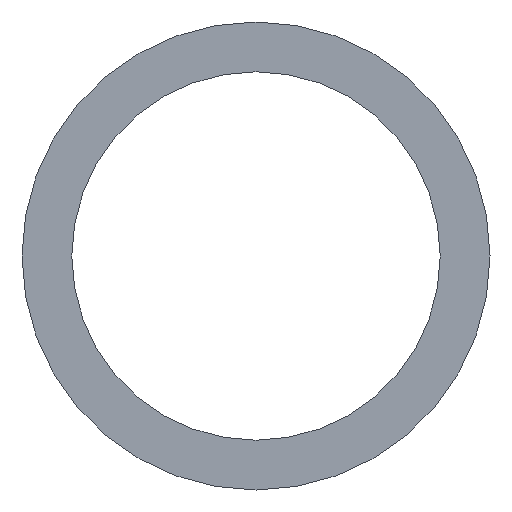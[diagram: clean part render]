
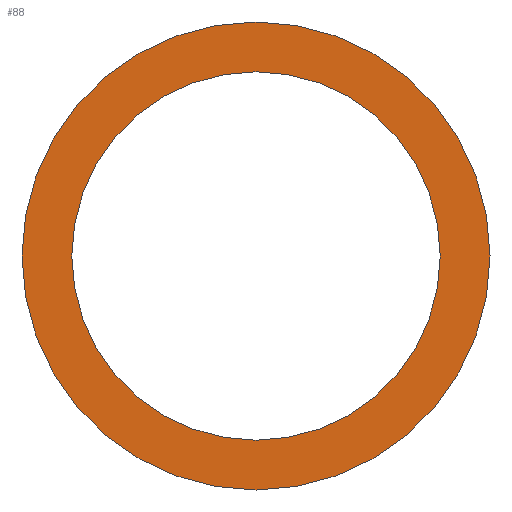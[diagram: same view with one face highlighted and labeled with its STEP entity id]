
A CAD part, front view. The second image highlights one B-rep face of the part: STEP entity #88.
In plain terms, the highlighted planar face has unit normal (0, -1, 0).
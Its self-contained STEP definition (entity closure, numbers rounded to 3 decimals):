
#8 = DIRECTION ( 'NONE',  ( 0., 1., 0. ) ) ;
#11 = CARTESIAN_POINT ( 'NONE',  ( 74., -40.726, 0. ) ) ;
#14 = ORIENTED_EDGE ( 'NONE', *, *, #156, .T. ) ;
#18 = DIRECTION ( 'NONE',  ( -1., 0., 0. ) ) ;
#23 = ORIENTED_EDGE ( 'NONE', *, *, #27, .F. ) ;
#27 = EDGE_CURVE ( 'NONE', #185, #134, #174, .T. ) ;
#28 = CARTESIAN_POINT ( 'NONE',  ( 0., -40.726, 0. ) ) ;
#33 = PLANE ( 'NONE',  #61 ) ;
#38 = DIRECTION ( 'NONE',  ( 0., 1., 0. ) ) ;
#51 = CIRCLE ( 'NONE', #70, 74. ) ;
#52 = CARTESIAN_POINT ( 'NONE',  ( -94., -40.726, 0. ) ) ;
#53 = FACE_OUTER_BOUND ( 'NONE', #170, .T. ) ;
#57 = ORIENTED_EDGE ( 'NONE', *, *, #80, .T. ) ;
#61 = AXIS2_PLACEMENT_3D ( 'NONE', #52, #207, #112 ) ;
#70 = AXIS2_PLACEMENT_3D ( 'NONE', #193, #38, #18 ) ;
#75 = CARTESIAN_POINT ( 'NONE',  ( 94., -40.726, 0. ) ) ;
#77 = CARTESIAN_POINT ( 'NONE',  ( -74., -40.726, 0. ) ) ;
#80 = EDGE_CURVE ( 'NONE', #187, #106, #225, .T. ) ;
#88 = ADVANCED_FACE ( 'NONE', ( #188, #53 ), #33, .T. ) ;
#89 = CARTESIAN_POINT ( 'NONE',  ( 0., -40.726, 0. ) ) ;
#106 = VERTEX_POINT ( 'NONE', #11 ) ;
#109 = EDGE_CURVE ( 'NONE', #134, #185, #200, .T. ) ;
#112 = DIRECTION ( 'NONE',  ( 1., 0., 0. ) ) ;
#119 = AXIS2_PLACEMENT_3D ( 'NONE', #28, #8, #131 ) ;
#131 = DIRECTION ( 'NONE',  ( -1., 0., 0. ) ) ;
#132 = DIRECTION ( 'NONE',  ( -1., 0., 0. ) ) ;
#134 = VERTEX_POINT ( 'NONE', #75 ) ;
#151 = DIRECTION ( 'NONE',  ( -1., 0., 0. ) ) ;
#156 = EDGE_CURVE ( 'NONE', #106, #187, #51, .T. ) ;
#170 = EDGE_LOOP ( 'NONE', ( #23, #175 ) ) ;
#171 = EDGE_LOOP ( 'NONE', ( #57, #14 ) ) ;
#174 = CIRCLE ( 'NONE', #236, 94. ) ;
#175 = ORIENTED_EDGE ( 'NONE', *, *, #109, .F. ) ;
#184 = DIRECTION ( 'NONE',  ( 0., 1., 0. ) ) ;
#185 = VERTEX_POINT ( 'NONE', #216 ) ;
#187 = VERTEX_POINT ( 'NONE', #77 ) ;
#188 = FACE_BOUND ( 'NONE', #171, .T. ) ;
#193 = CARTESIAN_POINT ( 'NONE',  ( 0., -40.726, 0. ) ) ;
#194 = AXIS2_PLACEMENT_3D ( 'NONE', #89, #226, #132 ) ;
#200 = CIRCLE ( 'NONE', #194, 94. ) ;
#207 = DIRECTION ( 'NONE',  ( 0., -1., 0. ) ) ;
#216 = CARTESIAN_POINT ( 'NONE',  ( -94., -40.726, 0. ) ) ;
#225 = CIRCLE ( 'NONE', #119, 74. ) ;
#226 = DIRECTION ( 'NONE',  ( 0., 1., 0. ) ) ;
#236 = AXIS2_PLACEMENT_3D ( 'NONE', #246, #184, #151 ) ;
#246 = CARTESIAN_POINT ( 'NONE',  ( 0., -40.726, 0. ) ) ;
